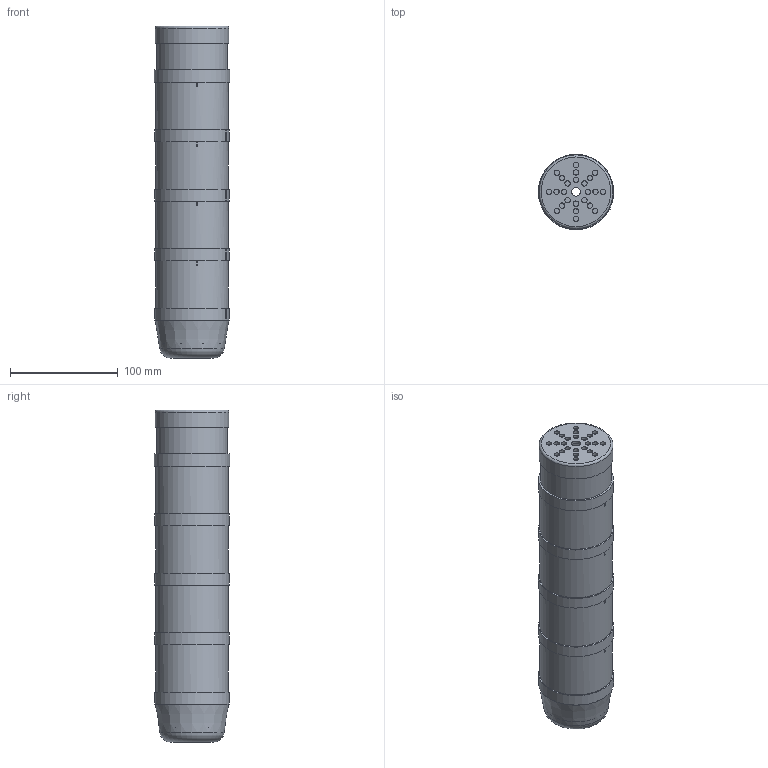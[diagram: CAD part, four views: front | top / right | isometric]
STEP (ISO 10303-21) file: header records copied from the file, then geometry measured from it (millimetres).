
FILE_DESCRIPTION((''),'2;1');
FILE_NAME('127487.stp','2019-10-01T11:23:02',('e.eickhoff'),(''),'Autodesk Inventor 2012','Autodesk Inventor 2012','');
FILE_SCHEMA(('AUTOMOTIVE_DESIGN { 1 0 10303 214 1 1 1 1 }'));
Length unit declared in the file: millimetre
Products named in the file (9): 127487; Summer; Kappe; Summer Hauptteil; Grundmodule; Weiß; Grün; Gelb; Rot
Assembly tree (8 placements, depth 3):
  127487
    Summer
      Kappe
      Summer Hauptteil
    Grundmodule
    Weiß
    Grün
    Gelb
    Rot
Bounding box: 69.7 x 69.7 x 307.6 mm (x, y, z)
Volume: 250176.5 mm3; surface area: 202599.9 mm2
Topology: 7 solids, 7 shells, 154 faces, 312 edges, 207 vertices
Faces by surface type: plane 77, cylinder 72, torus 4, cone 1
Full cylindrical faces by diameter (mm): 5 x24, 8 x1, 15.6 x4, 17.9 x1, 19.6 x4, 20.9 x1, 22.563 x1, 26.5 x1, 28.5 x1, 32.6 x1, 60.2 x1, 60.5 x1, 61.5 x4, 63.2 x1, 63.5 x8, 63.7 x1, 63.9 x4, 64.1 x1, 64.5 x1, 65.8 x1, 67 x4, 68.5 x1, 69.7 x1
Entity records: 4185 total; most frequent: DIRECTION 730, CARTESIAN_POINT 607, ORIENTED_EDGE 468, AXIS2_PLACEMENT_3D 325, EDGE_LOOP 324, EDGE_CURVE 234, VERTEX_POINT 202, FACE_BOUND 170
